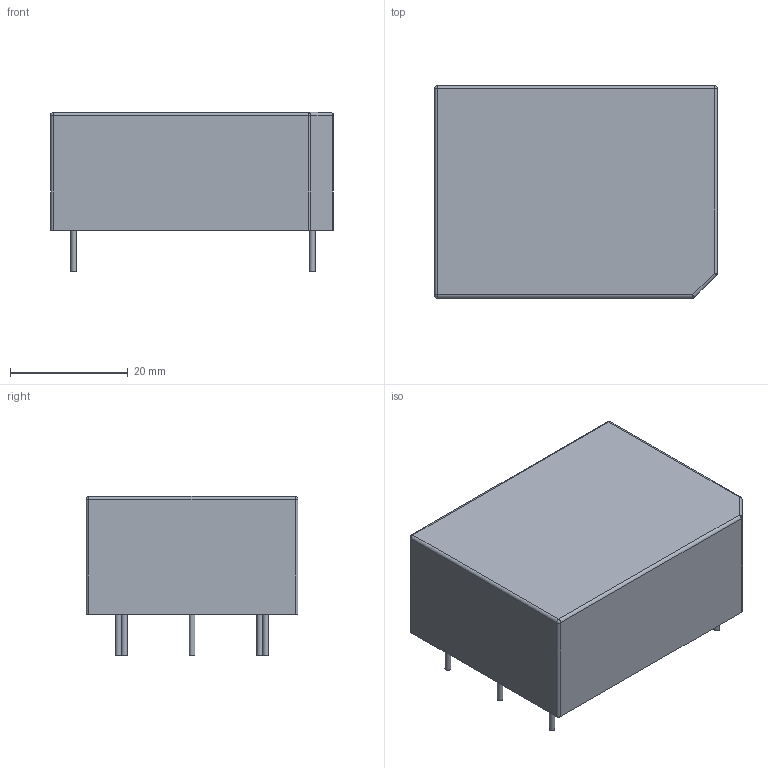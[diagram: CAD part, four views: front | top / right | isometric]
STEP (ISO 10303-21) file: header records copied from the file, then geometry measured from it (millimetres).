
FILE_DESCRIPTION(/* description */ (''),/* implementation_level */ '2;1');
FILE_NAME(/* name */ 'LH05-13B05 v0.step',/* time_stamp */ '2023-07-29T13:23:03+02:00',/* author */ (''),/* organization */ (''),/* preprocessor_version */ 'ST-DEVELOPER v20',/* originating_system */ 'Autodesk Translation Framework v12.9.0.99',/* authorisation */ '');
FILE_SCHEMA (('AUTOMOTIVE_DESIGN { 1 0 10303 214 3 1 1 }'));
Length unit declared in the file: millimetre
Products named in the file (1): LH05-13B05
Bounding box: 48 x 35.96 x 27 mm (x, y, z)
Volume: 34376.8 mm3; surface area: 6808.1 mm2
Topology: 1 solids, 1 shells, 32 faces, 60 edges, 35 vertices
Faces by surface type: cylinder 15, plane 12, sphere 5
Full cylindrical faces by diameter (mm): 1 x5
Entity records: 851 total; most frequent: DIRECTION 156, CARTESIAN_POINT 128, ORIENTED_EDGE 120, AXIS2_PLACEMENT_3D 63, EDGE_CURVE 60, EDGE_LOOP 37, VERTEX_POINT 35, FACE_OUTER_BOUND 32
